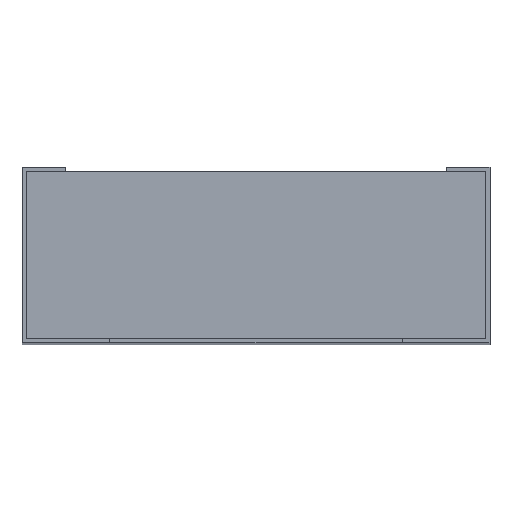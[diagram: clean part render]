
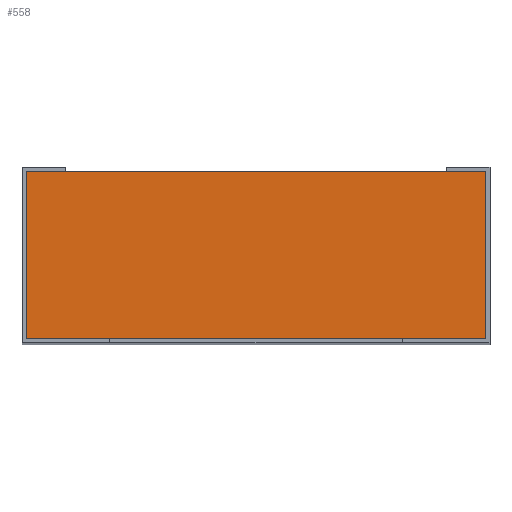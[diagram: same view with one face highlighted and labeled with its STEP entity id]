
A CAD part, top view. The second image highlights one B-rep face of the part: STEP entity #558.
In plain terms, the highlighted planar face has unit normal (0, 0, 1).
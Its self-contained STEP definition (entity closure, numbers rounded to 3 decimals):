
#18=FACE_OUTER_BOUND('',#50,.T.);
#50=EDGE_LOOP('',(#349,#350,#351,#352));
#84=LINE('',#773,#156);
#85=LINE('',#776,#157);
#86=LINE('',#778,#158);
#87=LINE('',#779,#159);
#156=VECTOR('',#633,0.572);
#157=VECTOR('',#636,1.572);
#158=VECTOR('',#637,1.572);
#159=VECTOR('',#638,0.572);
#226=VERTEX_POINT('',#767);
#228=VERTEX_POINT('',#771);
#229=VERTEX_POINT('',#775);
#230=VERTEX_POINT('',#777);
#276=EDGE_CURVE('',#226,#228,#84,.T.);
#277=EDGE_CURVE('',#226,#229,#85,.T.);
#278=EDGE_CURVE('',#230,#228,#86,.T.);
#279=EDGE_CURVE('',#229,#230,#87,.T.);
#349=ORIENTED_EDGE('',*,*,#277,.F.);
#350=ORIENTED_EDGE('',*,*,#276,.T.);
#351=ORIENTED_EDGE('',*,*,#278,.F.);
#352=ORIENTED_EDGE('',*,*,#279,.F.);
#490=PLANE('',#595);
#558=ADVANCED_FACE('',(#18),#490,.T.);
#595=AXIS2_PLACEMENT_3D('',#774,#634,#635);
#633=DIRECTION('',(0.,1.,0.));
#634=DIRECTION('center_axis',(0.,0.,1.));
#635=DIRECTION('ref_axis',(1.,0.,0.));
#636=DIRECTION('',(-1.,0.,0.));
#637=DIRECTION('',(1.,0.,0.));
#638=DIRECTION('',(0.,1.,0.));
#767=CARTESIAN_POINT('',(1.572,0.,3.172));
#771=CARTESIAN_POINT('',(1.572,0.572,3.172));
#773=CARTESIAN_POINT('',(1.572,0.,3.172));
#774=CARTESIAN_POINT('Origin',(0.,0.,3.172));
#775=CARTESIAN_POINT('',(0.,0.,3.172));
#776=CARTESIAN_POINT('',(1.572,0.,3.172));
#777=CARTESIAN_POINT('',(0.,0.572,3.172));
#778=CARTESIAN_POINT('',(1.572,0.572,3.172));
#779=CARTESIAN_POINT('',(0.,0.,3.172));
